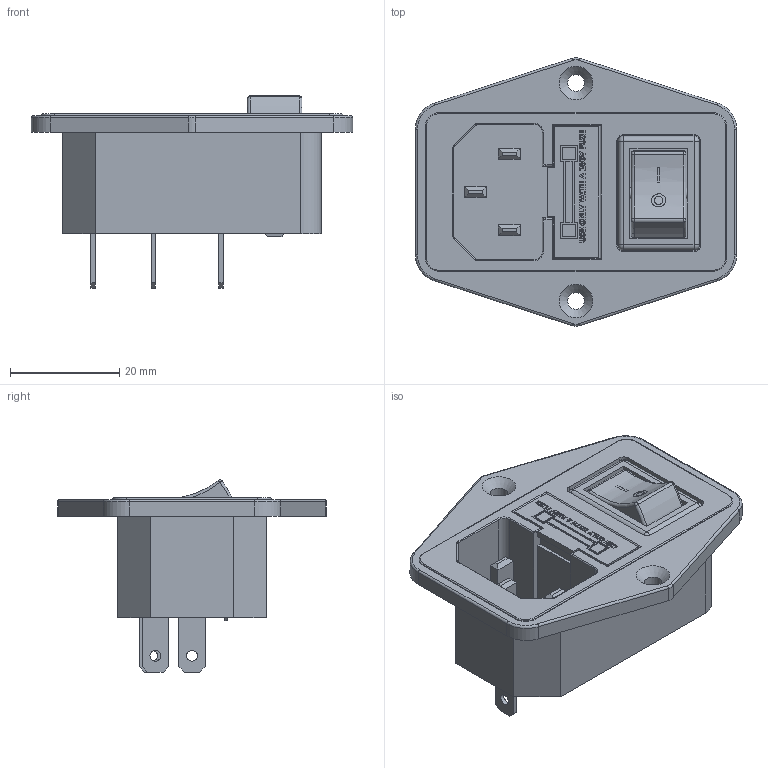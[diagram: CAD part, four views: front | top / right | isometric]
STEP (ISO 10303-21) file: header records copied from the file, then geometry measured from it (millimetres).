
FILE_DESCRIPTION(/* description */ (''),/* implementation_level */ '2;1');
FILE_NAME(/* name */ 'Разъём с предохранителем и выключателем.stp',/* time_stamp */ '2021-07-05T21:29:55+03:00',/* author */ ('Mikhail'),/* organization */ (''),/* preprocessor_version */ 'ST-DEVELOPER v18.1',/* originating_system */ 'Autodesk Inventor 2022',/* authorisation */ '');
FILE_SCHEMA (('AUTOMOTIVE_DESIGN { 1 0 10303 214 3 1 1 }'));
Length unit declared in the file: millimetre
Products named in the file (3): Разъём с предохранителем 
и выключателем; ARCOLECTRIC_H8600VB; Разъём
Assembly tree (2 placements, depth 2):
  Разъём с предохранителем 
и выключателем
    ARCOLECTRIC_H8600VB
    Разъём
Bounding box: 58.8 x 49.2 x 35.22 mm (x, y, z)
Volume: 17942.9 mm3; surface area: 17072.1 mm2
Topology: 6 solids, 6 shells, 796 faces, 2290 edges, 1613 vertices
Faces by surface type: plane 535, cylinder 143, bspline 86, torus 22, sphere 8, cone 2
Full cylindrical faces by diameter (mm): 1 x3, 1.6 x1, 2 x5, 2.6 x1, 3.1 x2
Entity records: 28875 total; most frequent: CARTESIAN_POINT 7436, ORIENTED_EDGE 4576, DIRECTION 3741, EDGE_CURVE 2288, LINE 1665, VECTOR 1665, VERTEX_POINT 1612, AXIS2_PLACEMENT_3D 1038
